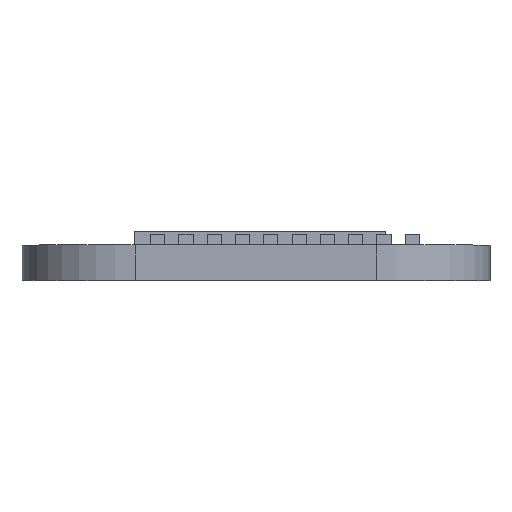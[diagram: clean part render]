
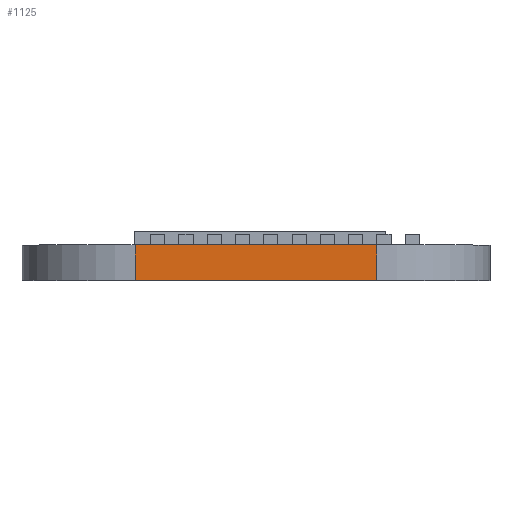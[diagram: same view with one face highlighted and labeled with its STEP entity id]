
A CAD part, top view. The second image highlights one B-rep face of the part: STEP entity #1125.
In plain terms, the highlighted planar face has unit normal (0, 0, 1).
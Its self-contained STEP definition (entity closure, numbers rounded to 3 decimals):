
#292 = VERTEX_POINT ( 'NONE', #782 ) ;
#469 = VECTOR ( 'NONE', #2863, 1000. ) ;
#720 = CARTESIAN_POINT ( 'NONE',  ( 0., -2.5, 0. ) ) ;
#782 = CARTESIAN_POINT ( 'NONE',  ( 25.099, 0., 0. ) ) ;
#849 = CARTESIAN_POINT ( 'NONE',  ( 25.099, -2.5, 0. ) ) ;
#910 = ORIENTED_EDGE ( 'NONE', *, *, #2002, .T. ) ;
#1125 = ADVANCED_FACE ( 'NONE', ( #4066 ), #3727, .T. ) ;
#1138 = EDGE_CURVE ( 'NONE', #4214, #292, #3176, .T. ) ;
#1231 = AXIS2_PLACEMENT_3D ( 'NONE', #720, #2062, #2443 ) ;
#1468 = DIRECTION ( 'NONE',  ( 0., -1., 0. ) ) ;
#1526 = LINE ( 'NONE', #3508, #469 ) ;
#1576 = EDGE_CURVE ( 'NONE', #4214, #3750, #3412, .T. ) ;
#2002 = EDGE_CURVE ( 'NONE', #4282, #292, #2507, .T. ) ;
#2062 = DIRECTION ( 'NONE',  ( 0., 0., 1. ) ) ;
#2154 = CARTESIAN_POINT ( 'NONE',  ( 25.099, -2.5, 0. ) ) ;
#2191 = DIRECTION ( 'NONE',  ( 0., 1., 0. ) ) ;
#2364 = VECTOR ( 'NONE', #3858, 1000. ) ;
#2443 = DIRECTION ( 'NONE',  ( 1., 0., 0. ) ) ;
#2507 = LINE ( 'NONE', #849, #2996 ) ;
#2836 = CARTESIAN_POINT ( 'NONE',  ( 0., 0., 0. ) ) ;
#2863 = DIRECTION ( 'NONE',  ( 1., 0., 0. ) ) ;
#2966 = EDGE_CURVE ( 'NONE', #3750, #4282, #1526, .T. ) ;
#2988 = ORIENTED_EDGE ( 'NONE', *, *, #1138, .F. ) ;
#2996 = VECTOR ( 'NONE', #2191, 1000. ) ;
#3144 = VECTOR ( 'NONE', #1468, 1000. ) ;
#3176 = LINE ( 'NONE', #2836, #2364 ) ;
#3195 = EDGE_LOOP ( 'NONE', ( #3292, #910, #2988, #3886 ) ) ;
#3292 = ORIENTED_EDGE ( 'NONE', *, *, #2966, .T. ) ;
#3412 = LINE ( 'NONE', #3455, #3144 ) ;
#3455 = CARTESIAN_POINT ( 'NONE',  ( 8., -2.5, 0. ) ) ;
#3508 = CARTESIAN_POINT ( 'NONE',  ( 0., -2.5, 0. ) ) ;
#3718 = CARTESIAN_POINT ( 'NONE',  ( 8., 0., 0. ) ) ;
#3727 = PLANE ( 'NONE',  #1231 ) ;
#3750 = VERTEX_POINT ( 'NONE', #3928 ) ;
#3858 = DIRECTION ( 'NONE',  ( 1., 0., 0. ) ) ;
#3886 = ORIENTED_EDGE ( 'NONE', *, *, #1576, .T. ) ;
#3928 = CARTESIAN_POINT ( 'NONE',  ( 8., -2.5, 0. ) ) ;
#4066 = FACE_OUTER_BOUND ( 'NONE', #3195, .T. ) ;
#4214 = VERTEX_POINT ( 'NONE', #3718 ) ;
#4282 = VERTEX_POINT ( 'NONE', #2154 ) ;
